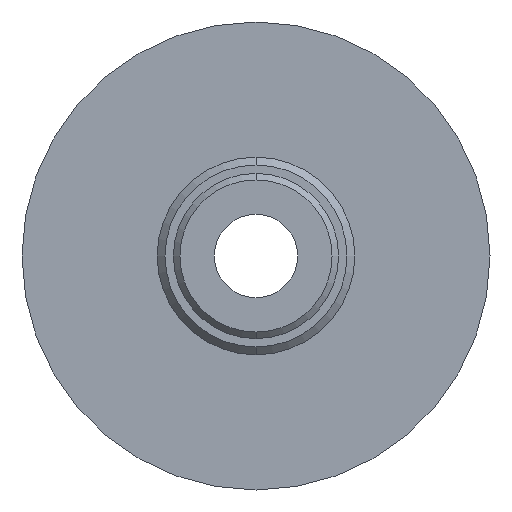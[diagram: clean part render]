
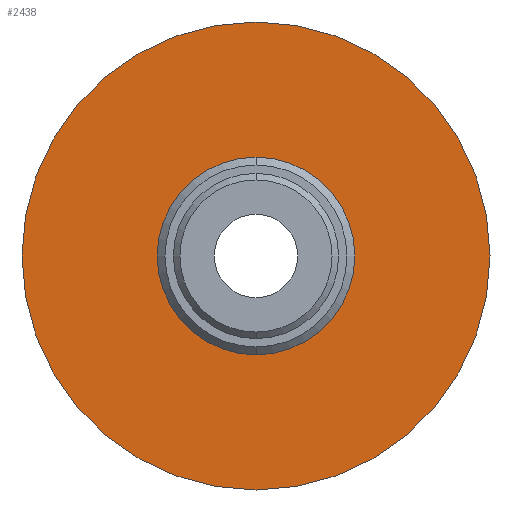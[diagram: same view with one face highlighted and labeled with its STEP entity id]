
A CAD part, front view. The second image highlights one B-rep face of the part: STEP entity #2438.
In plain terms, the highlighted planar face has unit normal (0, -1, 0).
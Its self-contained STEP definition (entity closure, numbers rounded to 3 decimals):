
#167 = CARTESIAN_POINT ( 'NONE',  ( 0., -1., 0. ) ) ;
#364 = CARTESIAN_POINT ( 'NONE',  ( 0., -1., 0. ) ) ;
#474 = EDGE_LOOP ( 'NONE', ( #1286, #2865 ) ) ;
#476 = DIRECTION ( 'NONE',  ( 0., 0., 1. ) ) ;
#556 = CARTESIAN_POINT ( 'NONE',  ( 0., -1., 0. ) ) ;
#575 = DIRECTION ( 'NONE',  ( 0., 1., 0. ) ) ;
#633 = PLANE ( 'NONE',  #1229 ) ;
#634 = CARTESIAN_POINT ( 'NONE',  ( 0., -1., -3.8 ) ) ;
#726 = EDGE_CURVE ( 'NONE', #2587, #1595, #1799, .T. ) ;
#733 = AXIS2_PLACEMENT_3D ( 'NONE', #556, #575, #2370 ) ;
#877 = AXIS2_PLACEMENT_3D ( 'NONE', #2519, #3094, #476 ) ;
#896 = FACE_BOUND ( 'NONE', #474, .T. ) ;
#932 = ORIENTED_EDGE ( 'NONE', *, *, #1977, .F. ) ;
#942 = AXIS2_PLACEMENT_3D ( 'NONE', #1727, #3295, #2223 ) ;
#1030 = CARTESIAN_POINT ( 'NONE',  ( 0., -1., 3.8 ) ) ;
#1229 = AXIS2_PLACEMENT_3D ( 'NONE', #364, #2475, #3271 ) ;
#1280 = AXIS2_PLACEMENT_3D ( 'NONE', #167, #2240, #2274 ) ;
#1286 = ORIENTED_EDGE ( 'NONE', *, *, #2650, .T. ) ;
#1376 = CIRCLE ( 'NONE', #942, 3.8 ) ;
#1595 = VERTEX_POINT ( 'NONE', #2593 ) ;
#1668 = CIRCLE ( 'NONE', #1280, 9. ) ;
#1727 = CARTESIAN_POINT ( 'NONE',  ( 0., -1., 0. ) ) ;
#1799 = CIRCLE ( 'NONE', #877, 9. ) ;
#1941 = FACE_OUTER_BOUND ( 'NONE', #2949, .T. ) ;
#1977 = EDGE_CURVE ( 'NONE', #1595, #2587, #1668, .T. ) ;
#2222 = CIRCLE ( 'NONE', #733, 3.8 ) ;
#2223 = DIRECTION ( 'NONE',  ( 0., 0., 1. ) ) ;
#2237 = ORIENTED_EDGE ( 'NONE', *, *, #726, .F. ) ;
#2240 = DIRECTION ( 'NONE',  ( 0., 1., 0. ) ) ;
#2274 = DIRECTION ( 'NONE',  ( 0., 0., 1. ) ) ;
#2370 = DIRECTION ( 'NONE',  ( 0., 0., 1. ) ) ;
#2403 = CARTESIAN_POINT ( 'NONE',  ( 0., -1., -9. ) ) ;
#2438 = ADVANCED_FACE ( 'NONE', ( #896, #1941 ), #633, .F. ) ;
#2475 = DIRECTION ( 'NONE',  ( 0., 1., 0. ) ) ;
#2519 = CARTESIAN_POINT ( 'NONE',  ( 0., -1., 0. ) ) ;
#2587 = VERTEX_POINT ( 'NONE', #2403 ) ;
#2593 = CARTESIAN_POINT ( 'NONE',  ( 0., -1., 9. ) ) ;
#2650 = EDGE_CURVE ( 'NONE', #2894, #3338, #2222, .T. ) ;
#2865 = ORIENTED_EDGE ( 'NONE', *, *, #3178, .T. ) ;
#2894 = VERTEX_POINT ( 'NONE', #1030 ) ;
#2949 = EDGE_LOOP ( 'NONE', ( #932, #2237 ) ) ;
#3094 = DIRECTION ( 'NONE',  ( 0., 1., 0. ) ) ;
#3178 = EDGE_CURVE ( 'NONE', #3338, #2894, #1376, .T. ) ;
#3271 = DIRECTION ( 'NONE',  ( 0., 0., 1. ) ) ;
#3295 = DIRECTION ( 'NONE',  ( 0., 1., 0. ) ) ;
#3338 = VERTEX_POINT ( 'NONE', #634 ) ;
